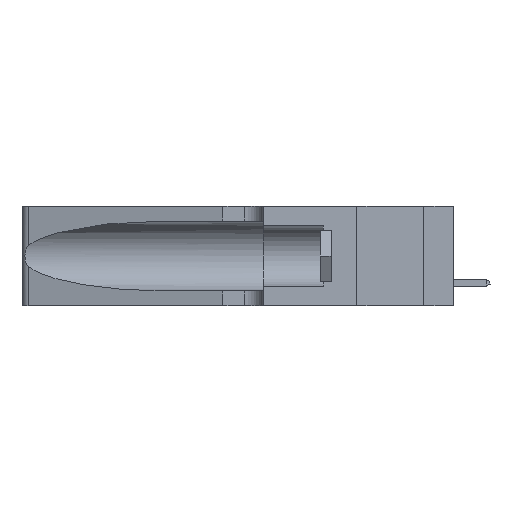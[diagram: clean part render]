
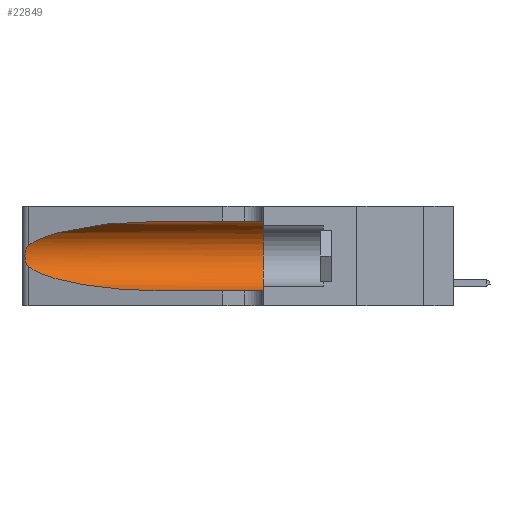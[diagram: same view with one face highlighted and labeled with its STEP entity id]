
A CAD part, left-side view. The second image highlights one B-rep face of the part: STEP entity #22849.
In plain terms, the highlighted cylindrical face has radius 3.308 mm (diameter 6.617 mm), a partial arc.
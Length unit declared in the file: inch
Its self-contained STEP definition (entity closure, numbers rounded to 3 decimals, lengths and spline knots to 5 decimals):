
#68 = VECTOR ( 'NONE', #14516, 39.37008 ) ;
#837 = ORIENTED_EDGE ( 'NONE', *, *, #17867, .F. ) ;
#1186 = CARTESIAN_POINT ( 'NONE',  ( 0.25787, 1.23484, 0.2124 ) ) ;
#1274 = CARTESIAN_POINT ( 'NONE',  ( 0.25487, 1.22718, 0.22369 ) ) ;
#1490 = DIRECTION ( 'NONE',  ( 0., 0., 1. ) ) ;
#1612 = VERTEX_POINT ( 'NONE', #20330 ) ;
#1649 = DIRECTION ( 'NONE',  ( 0., 1., 0. ) ) ;
#1881 = AXIS2_PLACEMENT_3D ( 'NONE', #13089, #1649, #1490 ) ;
#2435 = CARTESIAN_POINT ( 'NONE',  ( 0.2373, 1.15595, 0.08982 ) ) ;
#2583 = LINE ( 'NONE', #17953, #22215 ) ;
#3151 = ORIENTED_EDGE ( 'NONE', *, *, #20529, .T. ) ;
#3604 = CARTESIAN_POINT ( 'NONE',  ( 0.1305, 0.35, 0.05475 ) ) ;
#4092 = CARTESIAN_POINT ( 'NONE',  ( 0.25487, 1.22718, 0.14631 ) ) ;
#4129 = CARTESIAN_POINT ( 'NONE',  ( 0.1305, 0.35, 0.31525 ) ) ;
#4829 = VERTEX_POINT ( 'NONE', #4129 ) ;
#5361 = AXIS2_PLACEMENT_3D ( 'NONE', #10851, #18764, #20651 ) ;
#5524 = VERTEX_POINT ( 'NONE', #3604 ) ;
#6019 = CARTESIAN_POINT ( 'NONE',  ( 0.25487, 1.22718, 0.14631 ) ) ;
#6170 = CARTESIAN_POINT ( 'NONE',  ( 0.25789, 1.23486, 0.15765 ) ) ;
#6950 = CARTESIAN_POINT ( 'NONE',  ( 0.25555, 1.22994, 0.2215 ) ) ;
#7710 = CARTESIAN_POINT ( 'NONE',  ( 0.1305, 0.72297, 0.05475 ) ) ;
#8178 = ORIENTED_EDGE ( 'NONE', *, *, #10993, .T. ) ;
#8296 = EDGE_CURVE ( 'NONE', #22347, #5524, #19128, .T. ) ;
#10150 = CARTESIAN_POINT ( 'NONE',  ( 0.25555, 1.22993, 0.14849 ) ) ;
#10663 = CARTESIAN_POINT ( 'NONE',  ( 0.25639, 1.23184, 0.21858 ) ) ;
#10748 = CARTESIAN_POINT ( 'NONE',  ( 0.26075, 1.23896, 0.19203 ) ) ;
#10851 = CARTESIAN_POINT ( 'NONE',  ( 0.1305, 1.61858, 0.185 ) ) ;
#10993 = EDGE_CURVE ( 'NONE', #12658, #22347, #16078, .T. ) ;
#11853 = CARTESIAN_POINT ( 'NONE',  ( 0.1305, 0.72297, 0.05475 ) ) ;
#11909 = B_SPLINE_CURVE_WITH_KNOTS ( 'NONE', 3,
 ( #1274, #6950, #10663, #1186, #22159, #23966, #10748, #12705, #14628, #15796, #6170, #17517, #10150, #4092 ),
 .UNSPECIFIED., .F., .F.,
 ( 4, 2, 2, 2, 2, 2, 4 ),
 ( 0., 0.00027, 0.00053, 0.00107, 0.0016, 0.00187, 0.00214 ),
 .UNSPECIFIED. ) ;
#11978 = ORIENTED_EDGE ( 'NONE', *, *, #8296, .T. ) ;
#12658 = VERTEX_POINT ( 'NONE', #22663 ) ;
#12705 = CARTESIAN_POINT ( 'NONE',  ( 0.26075, 1.23896, 0.178 ) ) ;
#13089 = CARTESIAN_POINT ( 'NONE',  ( 0.1305, 0.35, 0.185 ) ) ;
#13518 = CARTESIAN_POINT ( 'NONE',  ( 0.25487, 1.22718, 0.22369 ) ) ;
#14041 = DIRECTION ( 'NONE',  ( 0., -1., 0. ) ) ;
#14436 = ORIENTED_EDGE ( 'NONE', *, *, #23194, .F. ) ;
#14516 = DIRECTION ( 'NONE',  ( 0., -1., 0. ) ) ;
#14628 = CARTESIAN_POINT ( 'NONE',  ( 0.26017, 1.23833, 0.17102 ) ) ;
#14682 = CARTESIAN_POINT ( 'NONE',  ( 0.1305, 1.61858, 0.05475 ) ) ;
#14777 = ORIENTED_EDGE ( 'NONE', *, *, #18310, .T. ) ;
#14912 = CIRCLE ( 'NONE', #1881, 0.13025 ) ;
#15796 = CARTESIAN_POINT ( 'NONE',  ( 0.25856, 1.23593, 0.16098 ) ) ;
#15858 = VERTEX_POINT ( 'NONE', #13518 ) ;
#16078 =( BOUNDED_CURVE ( )  B_SPLINE_CURVE ( 3, ( #6019, #2435, #23223, #11853 ),
 .UNSPECIFIED., .F., .T. ) 
 B_SPLINE_CURVE_WITH_KNOTS ( ( 4, 4 ),
 ( 3.44316, 4.71239 ),
 .UNSPECIFIED. ) 
 CURVE ( )  GEOMETRIC_REPRESENTATION_ITEM ( )  RATIONAL_B_SPLINE_CURVE ( ( 1., 0.87, 0.87, 1. ) ) 
 REPRESENTATION_ITEM ( '' )  );
#16629 = CARTESIAN_POINT ( 'NONE',  ( 0.1305, 0.72297, 0.31525 ) ) ;
#17517 = CARTESIAN_POINT ( 'NONE',  ( 0.25639, 1.23186, 0.15144 ) ) ;
#17867 = EDGE_CURVE ( 'NONE', #4829, #5524, #14912, .T. ) ;
#17953 = CARTESIAN_POINT ( 'NONE',  ( 0.1305, 1.61858, 0.31525 ) ) ;
#18310 = EDGE_CURVE ( 'NONE', #15858, #12658, #11909, .T. ) ;
#18764 = DIRECTION ( 'NONE',  ( 0., -1., 0. ) ) ;
#19128 = LINE ( 'NONE', #14682, #68 ) ;
#19550 = CYLINDRICAL_SURFACE ( 'NONE', #5361, 0.13025 ) ;
#20068 = CARTESIAN_POINT ( 'NONE',  ( 0.2373, 1.15595, 0.28018 ) ) ;
#20310 = CARTESIAN_POINT ( 'NONE',  ( 0.18966, 0.96281, 0.31525 ) ) ;
#20330 = CARTESIAN_POINT ( 'NONE',  ( 0.1305, 0.72297, 0.31525 ) ) ;
#20395 = CARTESIAN_POINT ( 'NONE',  ( 0.25487, 1.22718, 0.22369 ) ) ;
#20529 = EDGE_CURVE ( 'NONE', #1612, #15858, #24378, .T. ) ;
#20651 = DIRECTION ( 'NONE',  ( 0., 0., -1. ) ) ;
#21619 = EDGE_LOOP ( 'NONE', ( #3151, #14777, #8178, #11978, #837, #14436 ) ) ;
#21947 = FACE_OUTER_BOUND ( 'NONE', #21619, .T. ) ;
#22159 = CARTESIAN_POINT ( 'NONE',  ( 0.25854, 1.2359, 0.20912 ) ) ;
#22215 = VECTOR ( 'NONE', #14041, 39.37008 ) ;
#22347 = VERTEX_POINT ( 'NONE', #7710 ) ;
#22663 = CARTESIAN_POINT ( 'NONE',  ( 0.25487, 1.22718, 0.14631 ) ) ;
#22849 = ADVANCED_FACE ( 'NONE', ( #21947 ), #19550, .F. ) ;
#23194 = EDGE_CURVE ( 'NONE', #1612, #4829, #2583, .T. ) ;
#23223 = CARTESIAN_POINT ( 'NONE',  ( 0.18966, 0.96281, 0.05475 ) ) ;
#23966 = CARTESIAN_POINT ( 'NONE',  ( 0.26018, 1.23835, 0.19895 ) ) ;
#24378 =( BOUNDED_CURVE ( )  B_SPLINE_CURVE ( 3, ( #16629, #20310, #20068, #20395 ),
 .UNSPECIFIED., .F., .T. ) 
 B_SPLINE_CURVE_WITH_KNOTS ( ( 4, 4 ),
 ( 1.5708, 2.84003 ),
 .UNSPECIFIED. ) 
 CURVE ( )  GEOMETRIC_REPRESENTATION_ITEM ( )  RATIONAL_B_SPLINE_CURVE ( ( 1., 0.87, 0.87, 1. ) ) 
 REPRESENTATION_ITEM ( '' )  );
